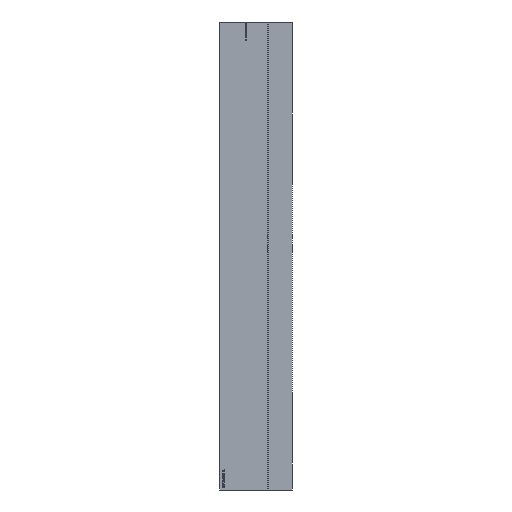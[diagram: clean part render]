
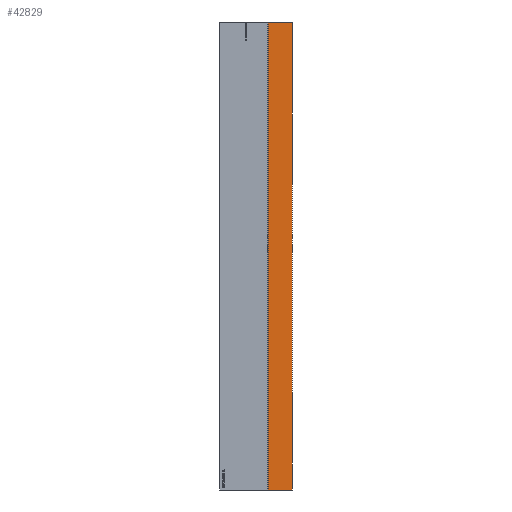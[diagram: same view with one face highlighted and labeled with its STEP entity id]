
A CAD part, left-side view. The second image highlights one B-rep face of the part: STEP entity #42829.
In plain terms, the highlighted planar face has unit normal (-1, 0, 0).
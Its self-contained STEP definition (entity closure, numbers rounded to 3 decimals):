
#42058 = PLANE('',#42059);
#42059 = AXIS2_PLACEMENT_3D('',#42060,#42061,#42062);
#42060 = CARTESIAN_POINT('',(-11.7,9.38,180.));
#42061 = DIRECTION('',(0.,0.,1.));
#42062 = DIRECTION('',(1.,0.,0.));
#42086 = PLANE('',#42087);
#42087 = AXIS2_PLACEMENT_3D('',#42088,#42089,#42090);
#42088 = CARTESIAN_POINT('',(-11.8,9.28,0.));
#42089 = DIRECTION('',(0.,-1.,0.));
#42090 = DIRECTION('',(-1.,0.,0.));
#42112 = PLANE('',#42113);
#42113 = AXIS2_PLACEMENT_3D('',#42114,#42115,#42116);
#42114 = CARTESIAN_POINT('',(-11.7,9.38,0.));
#42115 = DIRECTION('',(0.,0.,1.));
#42116 = DIRECTION('',(1.,0.,0.));
#42205 = VERTEX_POINT('',#42206);
#42206 = CARTESIAN_POINT('',(-30.,9.28,180.));
#42227 = EDGE_CURVE('',#42228,#42205,#42230,.T.);
#42228 = VERTEX_POINT('',#42229);
#42229 = CARTESIAN_POINT('',(-30.,9.28,0.));
#42230 = SURFACE_CURVE('',#42231,(#42235,#42242),.PCURVE_S1.);
#42231 = LINE('',#42232,#42233);
#42232 = CARTESIAN_POINT('',(-30.,9.28,0.));
#42233 = VECTOR('',#42234,1.);
#42234 = DIRECTION('',(0.,0.,1.));
#42235 = PCURVE('',#42086,#42236);
#42236 = DEFINITIONAL_REPRESENTATION('',(#42237),#42241);
#42237 = LINE('',#42238,#42239);
#42238 = CARTESIAN_POINT('',(18.2,0.));
#42239 = VECTOR('',#42240,1.);
#42240 = DIRECTION('',(0.,-1.));
#42241 = ( GEOMETRIC_REPRESENTATION_CONTEXT(2) 
PARAMETRIC_REPRESENTATION_CONTEXT() REPRESENTATION_CONTEXT('2D SPACE',''
  ) );
#42242 = PCURVE('',#42243,#42248);
#42243 = PLANE('',#42244);
#42244 = AXIS2_PLACEMENT_3D('',#42245,#42246,#42247);
#42245 = CARTESIAN_POINT('',(-30.,0.,0.));
#42246 = DIRECTION('',(-1.,0.,0.));
#42247 = DIRECTION('',(0.,1.,0.));
#42248 = DEFINITIONAL_REPRESENTATION('',(#42249),#42253);
#42249 = LINE('',#42250,#42251);
#42250 = CARTESIAN_POINT('',(9.28,0.));
#42251 = VECTOR('',#42252,1.);
#42252 = DIRECTION('',(0.,-1.));
#42253 = ( GEOMETRIC_REPRESENTATION_CONTEXT(2) 
PARAMETRIC_REPRESENTATION_CONTEXT() REPRESENTATION_CONTEXT('2D SPACE',''
  ) );
#42351 = EDGE_CURVE('',#42352,#42228,#42354,.T.);
#42352 = VERTEX_POINT('',#42353);
#42353 = CARTESIAN_POINT('',(-30.,0.,0.));
#42354 = SURFACE_CURVE('',#42355,(#42359,#42366),.PCURVE_S1.);
#42355 = LINE('',#42356,#42357);
#42356 = CARTESIAN_POINT('',(-30.,0.,0.));
#42357 = VECTOR('',#42358,1.);
#42358 = DIRECTION('',(0.,1.,0.));
#42359 = PCURVE('',#42112,#42360);
#42360 = DEFINITIONAL_REPRESENTATION('',(#42361),#42365);
#42361 = LINE('',#42362,#42363);
#42362 = CARTESIAN_POINT('',(-18.3,-9.38));
#42363 = VECTOR('',#42364,1.);
#42364 = DIRECTION('',(0.,1.));
#42365 = ( GEOMETRIC_REPRESENTATION_CONTEXT(2) 
PARAMETRIC_REPRESENTATION_CONTEXT() REPRESENTATION_CONTEXT('2D SPACE',''
  ) );
#42366 = PCURVE('',#42243,#42367);
#42367 = DEFINITIONAL_REPRESENTATION('',(#42368),#42372);
#42368 = LINE('',#42369,#42370);
#42369 = CARTESIAN_POINT('',(0.,0.));
#42370 = VECTOR('',#42371,1.);
#42371 = DIRECTION('',(1.,0.));
#42372 = ( GEOMETRIC_REPRESENTATION_CONTEXT(2) 
PARAMETRIC_REPRESENTATION_CONTEXT() REPRESENTATION_CONTEXT('2D SPACE',''
  ) );
#42390 = PLANE('',#42391);
#42391 = AXIS2_PLACEMENT_3D('',#42392,#42393,#42394);
#42392 = CARTESIAN_POINT('',(-30.,0.,0.));
#42393 = DIRECTION('',(0.,1.,0.));
#42394 = DIRECTION('',(1.,0.,0.));
#42597 = EDGE_CURVE('',#42598,#42205,#42600,.T.);
#42598 = VERTEX_POINT('',#42599);
#42599 = CARTESIAN_POINT('',(-30.,0.,180.));
#42600 = SURFACE_CURVE('',#42601,(#42605,#42612),.PCURVE_S1.);
#42601 = LINE('',#42602,#42603);
#42602 = CARTESIAN_POINT('',(-30.,0.,180.));
#42603 = VECTOR('',#42604,1.);
#42604 = DIRECTION('',(0.,1.,0.));
#42605 = PCURVE('',#42058,#42606);
#42606 = DEFINITIONAL_REPRESENTATION('',(#42607),#42611);
#42607 = LINE('',#42608,#42609);
#42608 = CARTESIAN_POINT('',(-18.3,-9.38));
#42609 = VECTOR('',#42610,1.);
#42610 = DIRECTION('',(0.,1.));
#42611 = ( GEOMETRIC_REPRESENTATION_CONTEXT(2) 
PARAMETRIC_REPRESENTATION_CONTEXT() REPRESENTATION_CONTEXT('2D SPACE',''
  ) );
#42612 = PCURVE('',#42243,#42613);
#42613 = DEFINITIONAL_REPRESENTATION('',(#42614),#42618);
#42614 = LINE('',#42615,#42616);
#42615 = CARTESIAN_POINT('',(0.,-180.));
#42616 = VECTOR('',#42617,1.);
#42617 = DIRECTION('',(1.,0.));
#42618 = ( GEOMETRIC_REPRESENTATION_CONTEXT(2) 
PARAMETRIC_REPRESENTATION_CONTEXT() REPRESENTATION_CONTEXT('2D SPACE',''
  ) );
#42829 = ADVANCED_FACE('',(#42830),#42243,.T.);
#42830 = FACE_BOUND('',#42831,.T.);
#42831 = EDGE_LOOP('',(#42832,#42853,#42854,#42855));
#42832 = ORIENTED_EDGE('',*,*,#42833,.T.);
#42833 = EDGE_CURVE('',#42352,#42598,#42834,.T.);
#42834 = SURFACE_CURVE('',#42835,(#42839,#42846),.PCURVE_S1.);
#42835 = LINE('',#42836,#42837);
#42836 = CARTESIAN_POINT('',(-30.,0.,0.));
#42837 = VECTOR('',#42838,1.);
#42838 = DIRECTION('',(0.,0.,1.));
#42839 = PCURVE('',#42243,#42840);
#42840 = DEFINITIONAL_REPRESENTATION('',(#42841),#42845);
#42841 = LINE('',#42842,#42843);
#42842 = CARTESIAN_POINT('',(0.,0.));
#42843 = VECTOR('',#42844,1.);
#42844 = DIRECTION('',(0.,-1.));
#42845 = ( GEOMETRIC_REPRESENTATION_CONTEXT(2) 
PARAMETRIC_REPRESENTATION_CONTEXT() REPRESENTATION_CONTEXT('2D SPACE',''
  ) );
#42846 = PCURVE('',#42390,#42847);
#42847 = DEFINITIONAL_REPRESENTATION('',(#42848),#42852);
#42848 = LINE('',#42849,#42850);
#42849 = CARTESIAN_POINT('',(0.,0.));
#42850 = VECTOR('',#42851,1.);
#42851 = DIRECTION('',(0.,-1.));
#42852 = ( GEOMETRIC_REPRESENTATION_CONTEXT(2) 
PARAMETRIC_REPRESENTATION_CONTEXT() REPRESENTATION_CONTEXT('2D SPACE',''
  ) );
#42853 = ORIENTED_EDGE('',*,*,#42597,.T.);
#42854 = ORIENTED_EDGE('',*,*,#42227,.F.);
#42855 = ORIENTED_EDGE('',*,*,#42351,.F.);
